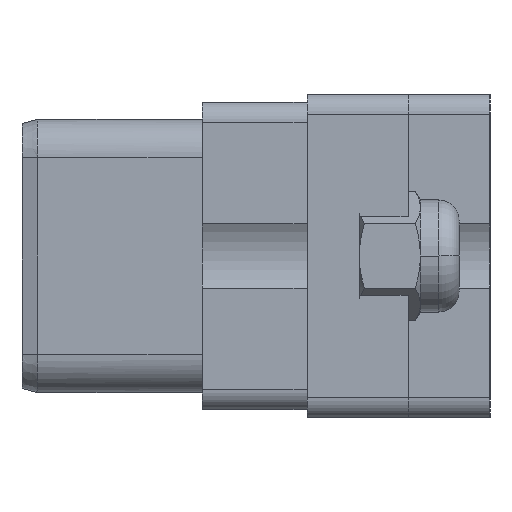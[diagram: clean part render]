
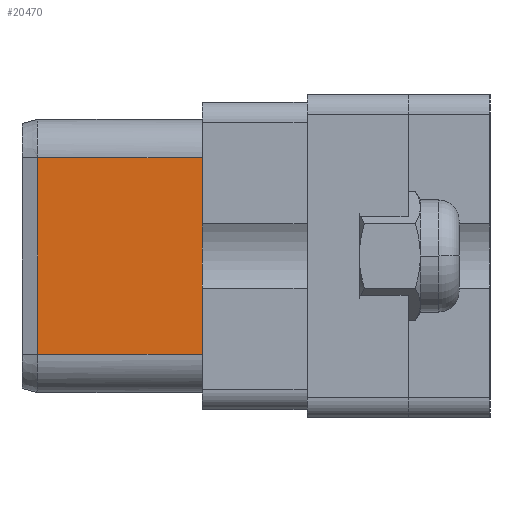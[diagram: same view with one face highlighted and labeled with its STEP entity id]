
A CAD part, left-side view. The second image highlights one B-rep face of the part: STEP entity #20470.
In plain terms, the highlighted planar face has unit normal (-1, 0.011, 0).
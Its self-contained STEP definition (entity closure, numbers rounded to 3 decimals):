
#5250=DIRECTION('',(0.,0.,1.));
#5251=VECTOR('',#5250,9.65);
#5252=CARTESIAN_POINT('',(-36.155,0.,-4.825));
#5253=LINE('',#5252,#5251);
#6114=DIRECTION('',(-0.011,-1.,0.));
#6115=VECTOR('',#6114,8.088);
#6116=CARTESIAN_POINT('',(-36.064,8.088,4.825));
#6117=LINE('',#6116,#6115);
#6161=CARTESIAN_POINT('',(-36.155,0.,4.825));
#6163=DIRECTION('',(0.,0.,1.));
#6164=VECTOR('',#6163,9.65);
#6165=CARTESIAN_POINT('',(-36.064,8.088,-4.825));
#6166=LINE('',#6165,#6164);
#6192=DIRECTION('',(-0.011,-1.,0.));
#6193=VECTOR('',#6192,8.088);
#6194=CARTESIAN_POINT('',(-36.064,8.088,-4.825));
#6195=LINE('',#6194,#6193);
#6214=CARTESIAN_POINT('',(-36.155,0.,-4.825));
#10232=VERTEX_POINT('',#6214);
#10234=VERTEX_POINT('',#6161);
#10251=CARTESIAN_POINT('',(-36.064,8.088,-4.825));
#10252=VERTEX_POINT('',#10251);
#10253=CARTESIAN_POINT('',(-36.064,8.088,4.825));
#10254=VERTEX_POINT('',#10253);
#20457=CARTESIAN_POINT('',(-36.055,8.85,6.705));
#20458=DIRECTION('',(-1.,0.011,0.));
#20459=DIRECTION('',(-0.011,-1.,0.));
#20460=AXIS2_PLACEMENT_3D('',#20457,#20458,#20459);
#20461=PLANE('',#20460);
#20463=ORIENTED_EDGE('',*,*,#20462,.F.);
#20465=ORIENTED_EDGE('',*,*,#20464,.T.);
#20466=ORIENTED_EDGE('',*,*,#20448,.T.);
#20467=ORIENTED_EDGE('',*,*,#19898,.F.);
#20468=EDGE_LOOP('',(#20463,#20465,#20466,#20467));
#20469=FACE_OUTER_BOUND('',#20468,.F.);
#20470=ADVANCED_FACE('',(#20469),#20461,.T.);
#19898=EDGE_CURVE('',#10232,#10234,#5253,.T.);
#20448=EDGE_CURVE('',#10254,#10234,#6117,.T.);
#20462=EDGE_CURVE('',#10252,#10232,#6195,.T.);
#20464=EDGE_CURVE('',#10252,#10254,#6166,.T.);
